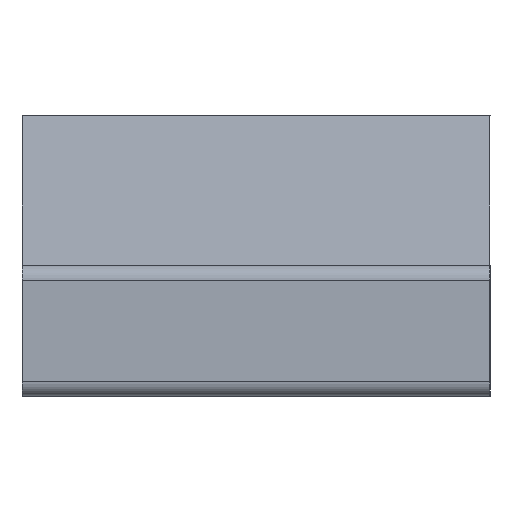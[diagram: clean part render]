
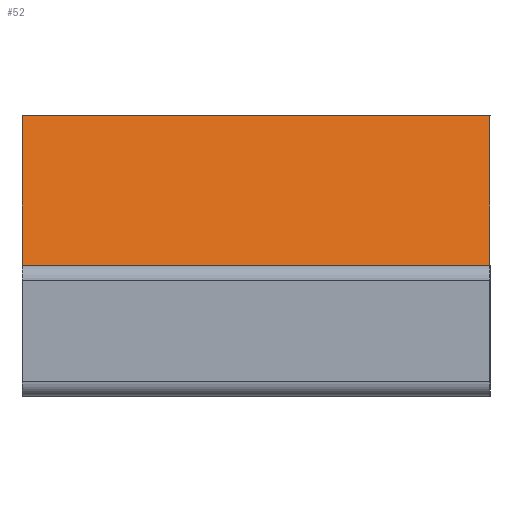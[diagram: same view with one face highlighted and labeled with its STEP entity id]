
A CAD part, left-side view. The second image highlights one B-rep face of the part: STEP entity #52.
In plain terms, the highlighted planar face has unit normal (-0.982, 0, 0.19).
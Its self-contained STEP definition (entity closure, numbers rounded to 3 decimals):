
#20=ORIENTED_EDGE('',*,*,#21,.T.);
#21=EDGE_CURVE('',#22,#24,#26,.T.);
#22=VERTEX_POINT('',#23);
#23=CARTESIAN_POINT('',(-1.7,-1.25,0.62));
#24=VERTEX_POINT('',#25);
#25=CARTESIAN_POINT('',(-1.53,-1.25,1.5));
#26=LINE('',#23,#27);
#27=VECTOR('',#28,1.);
#28=DIRECTION('',(0.19,0.,0.982));
#51=DIRECTION('',(0.,1.,0.));
#52=ADVANCED_FACE('',(#53),#80,.T.);
#53=FACE_BOUND('',#54,.T.);
#54=EDGE_LOOP('',(#55,#64,#70,#20,#72,#77));
#55=ORIENTED_EDGE('',*,*,#56,.T.);
#56=EDGE_CURVE('',#57,#59,#61,.T.);
#57=VERTEX_POINT('',#58);
#58=CARTESIAN_POINT('',(-1.7,1.25,0.62));
#59=VERTEX_POINT('',#60);
#60=CARTESIAN_POINT('',(-1.7,0.938,0.62));
#61=LINE('',#58,#62);
#62=VECTOR('',#63,1.);
#63=DIRECTION('',(0.,-1.,0.));
#64=ORIENTED_EDGE('',*,*,#65,.F.);
#65=EDGE_CURVE('',#66,#59,#68,.T.);
#66=VERTEX_POINT('',#67);
#67=CARTESIAN_POINT('',(-1.7,-0.938,0.62));
#68=LINE('',#23,#69);
#69=VECTOR('',#51,1.);
#70=ORIENTED_EDGE('',*,*,#71,.T.);
#71=EDGE_CURVE('',#66,#22,#61,.T.);
#72=ORIENTED_EDGE('',*,*,#73,.F.);
#73=EDGE_CURVE('',#74,#24,#76,.T.);
#74=VERTEX_POINT('',#75);
#75=CARTESIAN_POINT('',(-1.53,1.25,1.5));
#76=LINE('',#75,#62);
#77=ORIENTED_EDGE('',*,*,#78,.F.);
#78=EDGE_CURVE('',#57,#74,#79,.T.);
#79=LINE('',#58,#27);
#80=PLANE('',#81);
#81=AXIS2_PLACEMENT_3D('',#58,#82,#28);
#82=DIRECTION('',(-0.982,0.,0.19));
